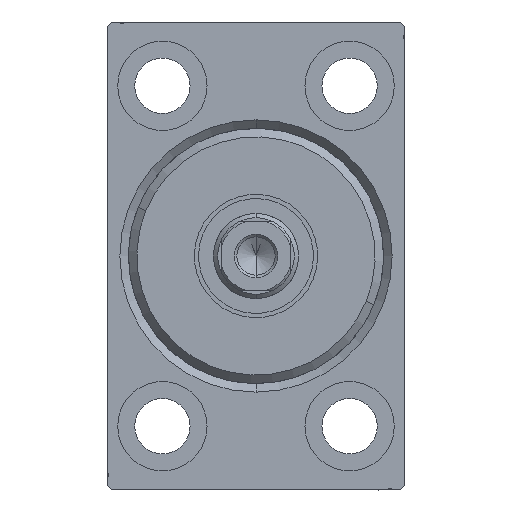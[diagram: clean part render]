
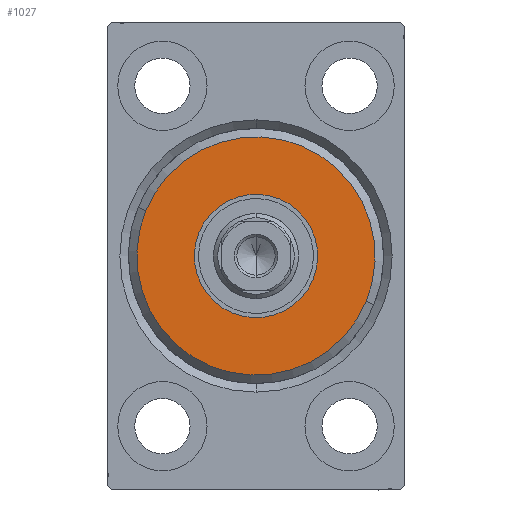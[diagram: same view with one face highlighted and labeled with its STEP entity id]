
A CAD part, left-side view. The second image highlights one B-rep face of the part: STEP entity #1027.
In plain terms, the highlighted face is planar.
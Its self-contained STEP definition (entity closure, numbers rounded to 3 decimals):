
#56 = EDGE_CURVE ( 'NONE', #37212, #35149, #41523, .T. ) ;
#1027 = ADVANCED_FACE ( 'NONE', ( #4485, #3830 ), #37566, .T. ) ;
#3254 = AXIS2_PLACEMENT_3D ( 'NONE', #21345, #17791, #40885 ) ;
#3830 = FACE_BOUND ( 'NONE', #40936, .T. ) ;
#4485 = FACE_OUTER_BOUND ( 'NONE', #16203, .T. ) ;
#5279 = CIRCLE ( 'NONE', #30787, 7.25 ) ;
#7256 = ORIENTED_EDGE ( 'NONE', *, *, #56, .F. ) ;
#8123 = ORIENTED_EDGE ( 'NONE', *, *, #35860, .T. ) ;
#8544 = DIRECTION ( 'NONE',  ( 0., 0., -1. ) ) ;
#9986 = CARTESIAN_POINT ( 'NONE',  ( 3., 0., -7.25 ) ) ;
#13122 = AXIS2_PLACEMENT_3D ( 'NONE', #31183, #40957, #34303 ) ;
#13243 = DIRECTION ( 'NONE',  ( 0., 0., -1. ) ) ;
#13751 = CARTESIAN_POINT ( 'NONE',  ( 3., 0., 7.25 ) ) ;
#14684 = CARTESIAN_POINT ( 'NONE',  ( 3., 0., 0. ) ) ;
#16203 = EDGE_LOOP ( 'NONE', ( #26617, #8123 ) ) ;
#17357 = DIRECTION ( 'NONE',  ( 1., 0., 0. ) ) ;
#17685 = CARTESIAN_POINT ( 'NONE',  ( 3., 0., 0. ) ) ;
#17791 = DIRECTION ( 'NONE',  ( 1., 0., 0. ) ) ;
#17891 = CARTESIAN_POINT ( 'NONE',  ( 3., 0., 14. ) ) ;
#18015 = DIRECTION ( 'NONE',  ( 0., 0., -1. ) ) ;
#20394 = AXIS2_PLACEMENT_3D ( 'NONE', #32514, #22301, #8544 ) ;
#21091 = VERTEX_POINT ( 'NONE', #17891 ) ;
#21345 = CARTESIAN_POINT ( 'NONE',  ( 3., 0., 0. ) ) ;
#22301 = DIRECTION ( 'NONE',  ( 1., 0., 0. ) ) ;
#23760 = VERTEX_POINT ( 'NONE', #42245 ) ;
#26617 = ORIENTED_EDGE ( 'NONE', *, *, #42041, .T. ) ;
#30215 = AXIS2_PLACEMENT_3D ( 'NONE', #14684, #17357, #18015 ) ;
#30787 = AXIS2_PLACEMENT_3D ( 'NONE', #17685, #43669, #13243 ) ;
#31014 = CIRCLE ( 'NONE', #20394, 14. ) ;
#31183 = CARTESIAN_POINT ( 'NONE',  ( 3., 0., 0. ) ) ;
#32271 = CIRCLE ( 'NONE', #13122, 14. ) ;
#32432 = EDGE_CURVE ( 'NONE', #35149, #37212, #5279, .T. ) ;
#32514 = CARTESIAN_POINT ( 'NONE',  ( 3., 0., 0. ) ) ;
#34303 = DIRECTION ( 'NONE',  ( 0., 0., -1. ) ) ;
#35149 = VERTEX_POINT ( 'NONE', #9986 ) ;
#35860 = EDGE_CURVE ( 'NONE', #23760, #21091, #32271, .T. ) ;
#36294 = ORIENTED_EDGE ( 'NONE', *, *, #32432, .F. ) ;
#37212 = VERTEX_POINT ( 'NONE', #13751 ) ;
#37566 = PLANE ( 'NONE',  #30215 ) ;
#40885 = DIRECTION ( 'NONE',  ( 0., 0., -1. ) ) ;
#40936 = EDGE_LOOP ( 'NONE', ( #36294, #7256 ) ) ;
#40957 = DIRECTION ( 'NONE',  ( 1., 0., 0. ) ) ;
#41523 = CIRCLE ( 'NONE', #3254, 7.25 ) ;
#42041 = EDGE_CURVE ( 'NONE', #21091, #23760, #31014, .T. ) ;
#42245 = CARTESIAN_POINT ( 'NONE',  ( 3., 0., -14. ) ) ;
#43669 = DIRECTION ( 'NONE',  ( 1., 0., 0. ) ) ;
